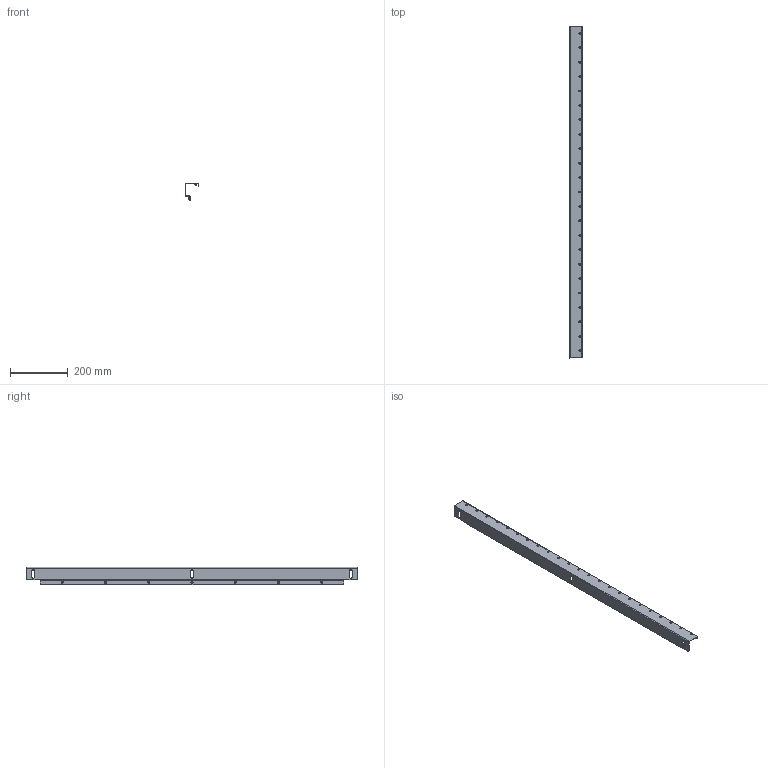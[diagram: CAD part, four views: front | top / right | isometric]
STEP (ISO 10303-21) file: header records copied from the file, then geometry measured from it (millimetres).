
FILE_DESCRIPTION (( 'STEP AP203' ), '1' );
FILE_NAME ('TI-00D-ST-120 TITAN Ñòîéêà âåðò. 1200 äëÿ ïàíåëåé ËÃ_ËÌÀ (2øò_êîìïë) IEK.STEP', '2024-02-05T09:21:24', ( '' ), ( '' ), 'SwSTEP 2.0', 'SolidWorks 2022', '' );
FILE_SCHEMA (( 'CONFIG_CONTROL_DESIGN' ));
Length unit declared in the file: millimetre
Products named in the file (3): КИВА 240.10.01-03_-12 (H1200); TI-00D-ST-120 TITAN Стойка верт. 1200 для панелей ЛГ_ЛМА (2шт_компл) IEK; Заклёпка резьбовая умен бортик_M4 (вытянутая на 1,4 мм)
Assembly tree (31 placements, depth 2):
  TI-00D-ST-120 TITAN Стойка верт. 1200 для панелей ЛГ_ЛМА (2шт_компл) IEK
    КИВА 240.10.01-03_-12 (H1200)
    Заклёпка резьбовая умен бортик_M4 (вытянутая на 1,4 мм)  x30
Bounding box: 45 x 1150 x 60.6 mm (x, y, z)
Volume: 197065 mm3; surface area: 289355.6 mm2
Topology: 31 solids, 31 shells, 566 faces, 1220 edges, 746 vertices
Faces by surface type: cylinder 323, plane 123, cone 60, torus 60
Entity records: 5515 total; most frequent: DIRECTION 866, CARTESIAN_POINT 739, ORIENTED_EDGE 700, AXIS2_PLACEMENT_3D 351, EDGE_CURVE 350, VERTEX_POINT 224, EDGE_LOOP 200, CIRCLE 186
